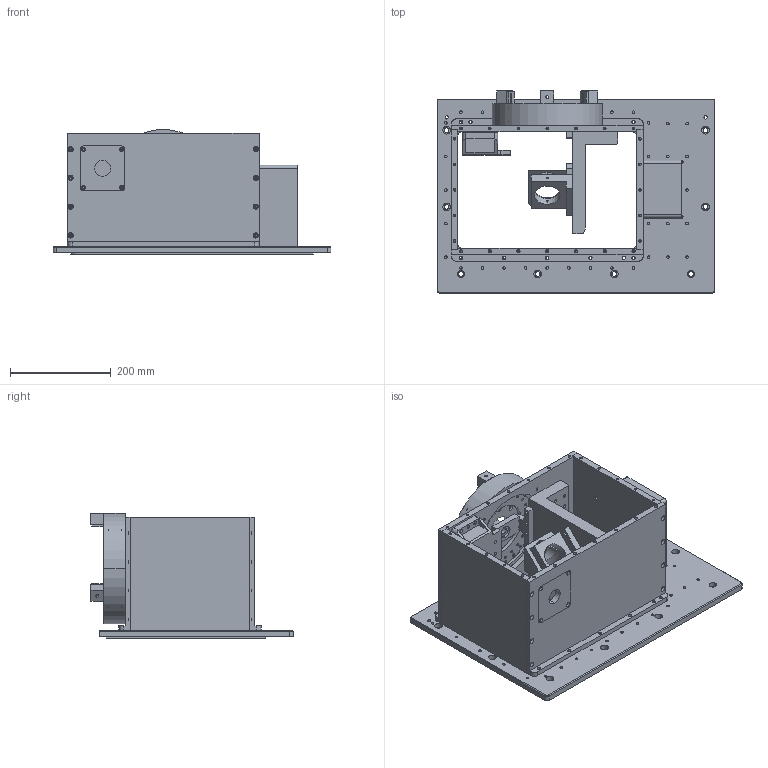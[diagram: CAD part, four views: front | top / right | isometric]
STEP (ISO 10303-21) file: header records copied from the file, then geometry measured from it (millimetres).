
FILE_DESCRIPTION (( 'STEP AP203' ), '1' );
FILE_NAME ('IRTF_STEP.STEP', '2008-09-28T07:03:52', ( 'Folkers Rojas' ), ( 'None' ), 'SwSTEP 2.0', 'SolidWorks 2007', '' );
FILE_SCHEMA (( 'CONFIG_CONTROL_DESIGN' ));
Length unit declared in the file: inch
Products named in the file (25): P_C_Assembly; P_Base Plate (Vern); P_C_Bottom Lid v1; P_C_Left Lid  cover v1; IRTF_ Holder two v1 part 2; IRTF_ Holder two v1; IRTF Extension FER v1; IRTF_ stainless focus ring; IRTF_STEP; P_C_Top Lid v1; P_C_Top Lid Electronics Cap v1; P_C_Right Lid v1; P_C_Left Lid v1; IRTF_ Optics Holder Assembly Center region (style 2); I_Optics holder part 1 v2; IRTF_Optics holder one _v1 part 1; IRTF_Degree Mirror holder v1; IRTF_Optics holder one _v1 part 2 fv; IRTF_ Holder Optic 2&3; P_FW_Assembly v1; P_FW_Holder v1; extension assembly v2; IRTF_ Poets Face Adapter; IRTF_ Face plate raisers P1; IRTF_ Face plate raisers P4
Assembly tree (28 placements, depth 3):
  IRTF_STEP
    IRTF_ Optics Holder Assembly Center region (style 2)
      IRTF_ Holder two v1 part 2
      IRTF_Degree Mirror holder v1
      I_Optics holder part 1 v2
      IRTF_ Holder two v1
      IRTF_ Holder Optic 2&3
      IRTF_Optics holder one _v1 part 2 fv
      IRTF_Optics holder one _v1 part 1
    P_FW_Assembly v1
      P_FW_Holder v1
    P_C_Assembly
      P_C_Right Lid v1
      P_C_Top Lid v1
      P_C_Left Lid  cover v1
      P_C_Bottom Lid v1
      P_C_Left Lid v1
      P_C_Top Lid Electronics Cap v1
      P_Base Plate (Vern)
    extension assembly v2
      IRTF_ Face plate raisers P1  x3
      IRTF Extension FER v1
      IRTF_ Face plate raisers P4  x3
      IRTF_ Poets Face Adapter
      IRTF_ stainless focus ring
Bounding box: 552.45 x 401.77 x 248.77 mm (x, y, z)
Volume: 7798900.6 mm3; surface area: 1505959.3 mm2
Topology: 24 solids, 24 shells, 1585 faces, 4030 edges, 2552 vertices
Faces by surface type: cylinder 1000, plane 415, cone 170
Entity records: 49895 total; most frequent: CARTESIAN_POINT 8723, DIRECTION 8639, ORIENTED_EDGE 7356, EDGE_CURVE 3678, AXIS2_PLACEMENT_3D 3468, VERTEX_POINT 2416, EDGE_LOOP 2192, CIRCLE 1924
